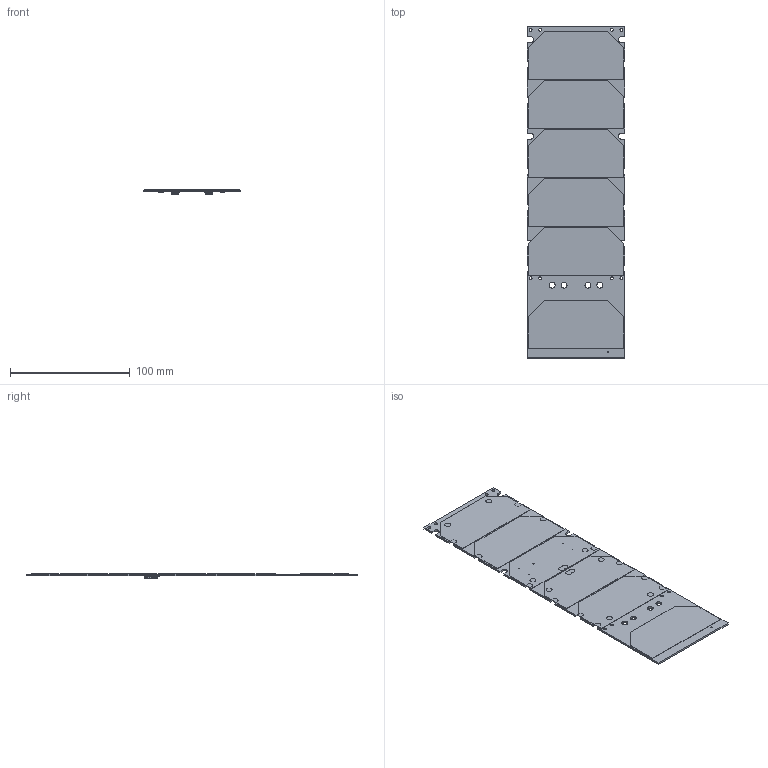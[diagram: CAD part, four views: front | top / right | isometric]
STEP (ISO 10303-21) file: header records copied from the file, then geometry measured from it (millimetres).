
FILE_DESCRIPTION(/* description */ (''),/* implementation_level */ '2;1');
FILE_NAME(/* name */ 'side panel V5.1 v1.step',/* time_stamp */ '2017-09-29T16:27:58-07:00',/* author */ ('Sean Poulter'),/* organization */ (''),/* preprocessor_version */ 'ST-DEVELOPER v16.13',/* originating_system */ 'Autodesk Translation Framework v6.5.0.72',/* authorisation */ '');
FILE_SCHEMA (('AUTOMOTIVE_DESIGN { 1 0 10303 214 3 1 1 }'));
Length unit declared in the file: millimetre
Products named in the file (10): side panel V5.1 v1; Board; SOALAR_CELL_OUTLINE; SOLAR_CELL_TOP; SOLAR_CELL_STAND-ALONE; SOLAR_CELL_BOTTOM+BYPASS; PICOLOCK_5; 100pF; TMP411; C0805
Assembly tree (15 placements, depth 2):
  side panel V5.1 v1
    Board
    SOALAR_CELL_OUTLINE  x3
    SOLAR_CELL_TOP
    SOLAR_CELL_STAND-ALONE
    SOLAR_CELL_BOTTOM+BYPASS
    PICOLOCK_5  x2
    100pF  x2
    TMP411  x2
    C0805  x2
Bounding box: 82 x 277.8 x 3.85 mm (x, y, z)
Volume: 39794.9 mm3; surface area: 83262.6 mm2
Topology: 15 solids, 15 shells, 1238 faces, 3422 edges, 2196 vertices
Faces by surface type: plane 978, cylinder 232, sphere 20, cone 8
Full cylindrical faces by diameter (mm): 0.3 x16, 2.382 x4, 5 x12
Entity records: 22138 total; most frequent: CARTESIAN_POINT 3900, ORIENTED_EDGE 3794, DIRECTION 3603, EDGE_CURVE 1897, LINE 1593, VECTOR 1593, VERTEX_POINT 1222, AXIS2_PLACEMENT_3D 1005
